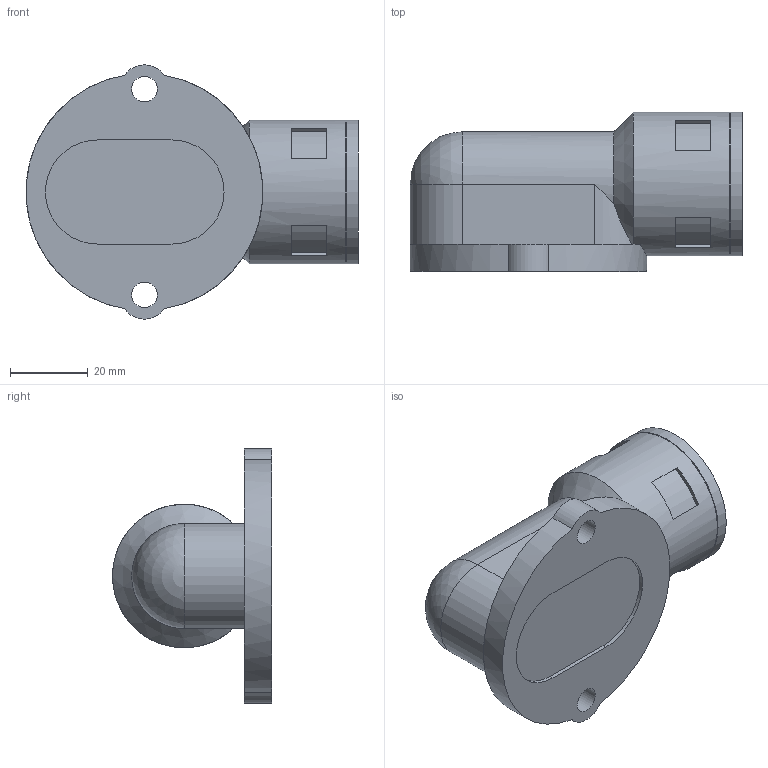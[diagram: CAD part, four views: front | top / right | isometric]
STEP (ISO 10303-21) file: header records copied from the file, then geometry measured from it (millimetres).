
FILE_DESCRIPTION( ( 'STEP AP203' ), '1' );
FILE_NAME( 'FLEXA RQW-F 5020.077.021.stp', '2020-03-27T11:15:12', ( 'License CC BY-ND 4.0' ), ( 'CADENAS' ), ' ', 'PARTsolutions', ' ' );
FILE_SCHEMA( ( 'CONFIG_CONTROL_DESIGN' ) );
Length unit declared in the file: millimetre
Products named in the file (1): _FLEXA RQW-F 5020.077.021
Bounding box: 85.5 x 41 x 65.5 mm (x, y, z)
Volume: 69524.5 mm3; surface area: 17735.1 mm2
Topology: 1 solids, 1 shells, 52 faces, 122 edges, 80 vertices
Faces by surface type: plane 29, cylinder 21, sphere 1, cone 1
Full cylindrical faces by diameter (mm): 6.6 x2, 27 x1, 28.5 x1, 36 x1, 37 x2
Entity records: 1538 total; most frequent: CARTESIAN_POINT 290, DIRECTION 266, ORIENTED_EDGE 224, EDGE_CURVE 112, AXIS2_PLACEMENT_3D 106, VERTEX_POINT 78, EDGE_LOOP 72, FACE_OUTER_BOUND 59
